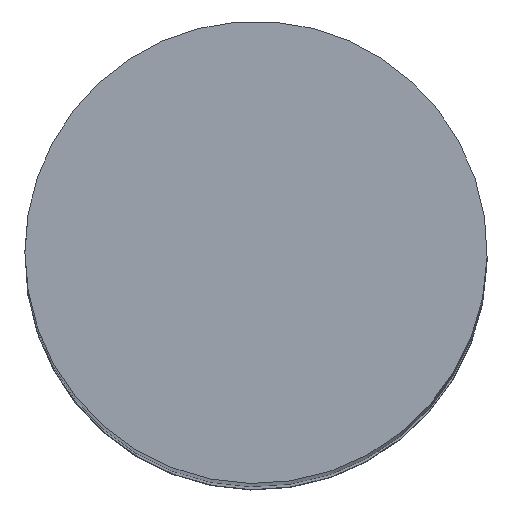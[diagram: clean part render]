
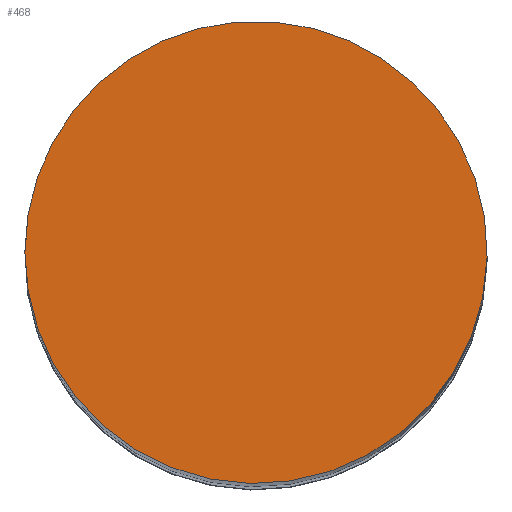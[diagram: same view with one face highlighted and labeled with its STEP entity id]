
A CAD part, top view. The second image highlights one B-rep face of the part: STEP entity #468.
In plain terms, the highlighted planar face has unit normal (0, 0, 1).
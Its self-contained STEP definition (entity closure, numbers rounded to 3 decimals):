
#252=CARTESIAN_POINT('',(0.,0.,220.));
#253=DIRECTION('',(0.,0.,1.));
#254=DIRECTION('',(0.878,0.479,0.));
#255=AXIS2_PLACEMENT_3D('',#252,#253,#254);
#260=CARTESIAN_POINT('',(0.,0.,220.));
#261=DIRECTION('',(0.,0.,1.));
#262=DIRECTION('',(-0.878,-0.479,0.));
#263=AXIS2_PLACEMENT_3D('',#260,#261,#262);
#268=CARTESIAN_POINT('',(0.,0.,220.));
#269=DIRECTION('',(0.,0.,1.));
#270=DIRECTION('',(-1.,0.,0.));
#271=AXIS2_PLACEMENT_3D('',#268,#269,#270);
#298=CARTESIAN_POINT('',(10.97,5.993,220.));
#300=VERTEX_POINT('',#298);
#302=CARTESIAN_POINT('',(-10.97,-5.993,220.));
#303=VERTEX_POINT('',#302);
#306=CARTESIAN_POINT('',(-12.5,0.,220.));
#307=VERTEX_POINT('',#306);
#458=CARTESIAN_POINT('',(-12.5,0.,220.));
#459=DIRECTION('',(0.,0.,1.));
#460=DIRECTION('',(1.,0.,0.));
#461=AXIS2_PLACEMENT_3D('',#458,#459,#460);
#462=PLANE('',#461);
#463=ORIENTED_EDGE('',*,*,#451,.F.);
#464=ORIENTED_EDGE('',*,*,#438,.F.);
#465=ORIENTED_EDGE('',*,*,#453,.F.);
#466=EDGE_LOOP('',(#463,#464,#465));
#467=FACE_OUTER_BOUND('',#466,.F.);
#468=ADVANCED_FACE('',(#467),#462,.T.);
#256=CIRCLE('',#255,12.5);
#264=CIRCLE('',#263,12.5);
#272=CIRCLE('',#271,12.5);
#438=EDGE_CURVE('',#303,#300,#264,.T.);
#451=EDGE_CURVE('',#300,#307,#256,.T.);
#453=EDGE_CURVE('',#307,#303,#272,.T.);
